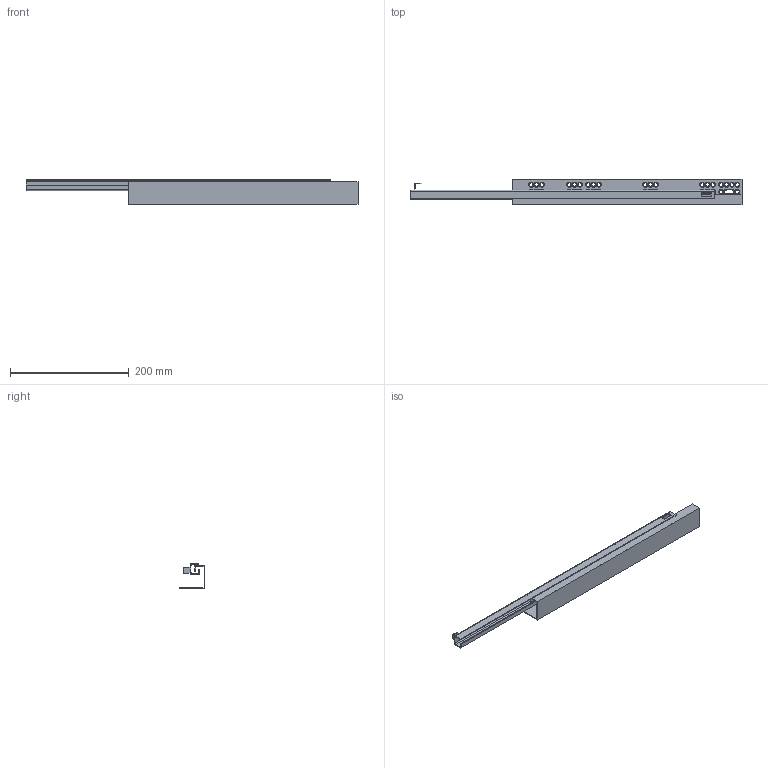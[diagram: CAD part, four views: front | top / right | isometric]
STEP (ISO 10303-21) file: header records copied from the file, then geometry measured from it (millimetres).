
FILE_DESCRIPTION (( 'STEP AP214' ), '1' );
FILE_NAME ('F000155_CLOSED_RIGHT_3D.step', '2023-02-21T10:06:44', ( '' ), ( '' ), 'SwSTEP 2.0', 'SolidWorks 2020', '' );
FILE_SCHEMA (( 'AUTOMOTIVE_DESIGN' ));
Length unit declared in the file: millimetre
Products named in the file (3): F000155_CLOSED_RIGHT_3D; NU30-550-VNITRNI_PRAVY; NU30-550-VNEJSI-PRAVY
Assembly tree (2 placements, depth 2):
  F000155_CLOSED_RIGHT_3D
    NU30-550-VNEJSI-PRAVY
    NU30-550-VNITRNI_PRAVY
Bounding box: 559 x 43.5 x 42 mm (x, y, z)
Volume: 97804.8 mm3; surface area: 132520.6 mm2
Topology: 2 solids, 2 shells, 219 faces, 568 edges, 352 vertices
Faces by surface type: cylinder 82, cone 71, plane 66
Entity records: 6937 total; most frequent: DIRECTION 1257, CARTESIAN_POINT 1144, ORIENTED_EDGE 1136, EDGE_CURVE 568, AXIS2_PLACEMENT_3D 465, VERTEX_POINT 352, LINE 327, VECTOR 327
